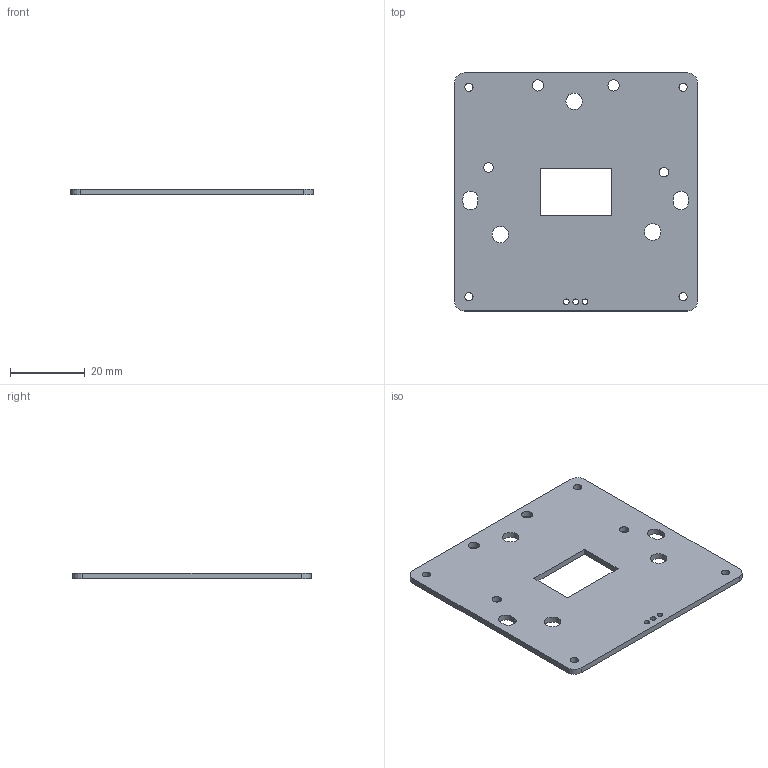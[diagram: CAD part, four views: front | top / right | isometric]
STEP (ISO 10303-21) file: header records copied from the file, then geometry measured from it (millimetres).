
FILE_DESCRIPTION(('KiCad electronic assembly'),'2;1');
FILE_NAME('pers60-cirque-leds-pcb.step','2023-06-03T22:10:06',('Pcbnew') ,('Kicad'),'Open CASCADE STEP processor 7.6','KiCad to STEP converter' ,'Unknown');
FILE_SCHEMA(('AUTOMOTIVE_DESIGN { 1 0 10303 214 1 1 1 1 }'));
Length unit declared in the file: millimetre
Products named in the file (2): pers60-cirque-leds-pcb 1; scroll-wheel-trackpad PCB
Assembly tree (1 placements, depth 2):
  pers60-cirque-leds-pcb 1
    scroll-wheel-trackpad PCB
Bounding box: 64.77 x 63.5 x 1.6 mm (x, y, z)
Volume: 5987.5 mm3; surface area: 8224.6 mm2
Topology: 1 solids, 1 shells, 36 faces, 102 edges, 68 vertices
Faces by surface type: cylinder 22, plane 14
Full cylindrical faces by diameter (mm): 1.5 x3, 2.2 x4, 2.5 x2, 3 x2, 4.4 x3
Entity records: 2631 total; most frequent: DIRECTION 426, CARTESIAN_POINT 412, LINE 218, VECTOR 218, ORIENTED_EDGE 204, PCURVE 204, DEFINITIONAL_REPRESENTATION 204, EDGE_CURVE 102
